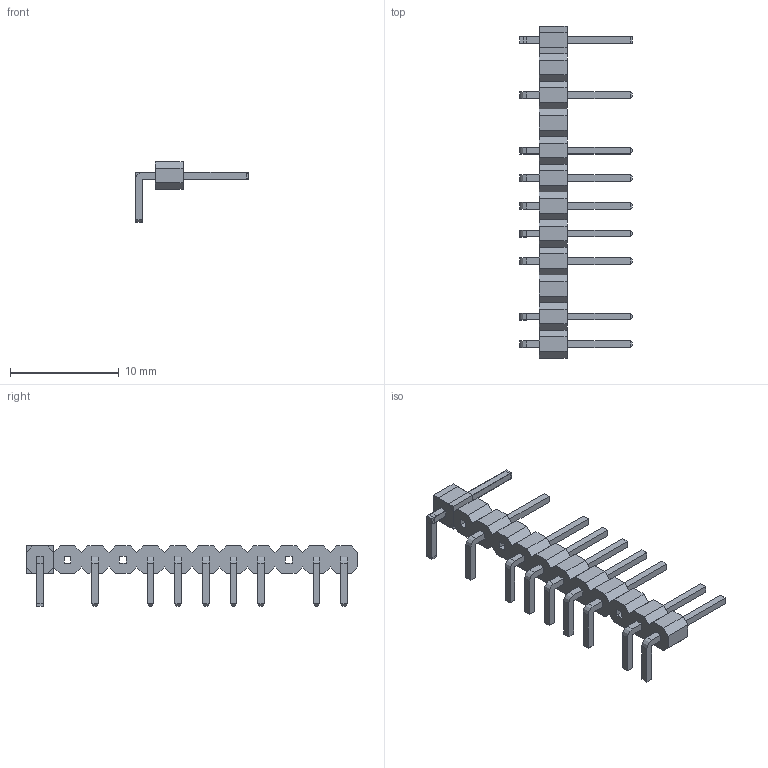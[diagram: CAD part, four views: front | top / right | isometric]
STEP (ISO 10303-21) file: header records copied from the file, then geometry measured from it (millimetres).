
FILE_DESCRIPTION(('FreeCAD Model'),'2;1');
FILE_NAME('Open CASCADE Shape Model','2025-10-28T22:53:25',(''),(''), 'Open CASCADE STEP processor 7.7','FreeCAD','Unknown');
FILE_SCHEMA(('AUTOMOTIVE_DESIGN { 1 0 10303 214 1 1 1 1 }'));
Length unit declared in the file: millimetre
Products named in the file (97): Unnamed; Body; X-axis; XY-plane; Sketch; Pad; Sketch001; Pocket; Chamfer; LinearPattern; Pin001; Sketch002; Pad001; Pad002; Sketch003; Pad003; Chamfer001; Chamfer002; Fillet; Sketch004; Sketch005; Pin003; Chamfer005; Chamfer006; Fillet002; Pad007; Pad008; Pad009; Sketch006; Sketch007; Sketch008; Sketch009; Pin005; Chamfer009; Chamfer010; Fillet004; Pad013; Pad014; Pad015; Sketch010 ...
Assembly tree (154 placements, depth 2):
  Unnamed
    Body
    X-axis  x30
    XY-plane  x30
    Sketch
    Pad
    Sketch001
    Pocket
    Chamfer
    LinearPattern
    Pin001
    Sketch002
    Pad001
    Pad002
    Sketch003
    Pad003
    Chamfer001
    Chamfer002
    Fillet
    Sketch004
    Sketch005
    Pin003
    Chamfer005
    Chamfer006
    Fillet002
    Pad007
    Pad008
    Pad009
    Sketch006
    Sketch007
    Sketch008
    Sketch009
    Pin005
    Chamfer009
    Chamfer010
    Fillet004
    Pad013
    Pad014
    Pad015
    Sketch010
    Sketch011
    Pin006
    Chamfer011
    Chamfer012
    Fillet005
    Pad016
    Pad017
    Pad018
    Sketch012
    Sketch013
    Pin007
    Chamfer013
    Chamfer014
    Fillet006
    Pad019
    Pad020
    Pad021
    Sketch014
    Sketch015
    Pin008
Bounding box: 10.36 x 30.48 x 5.54 mm (x, y, z)
Volume: 704.9 mm3; surface area: 3057.5 mm2
Topology: 68 solids, 68 shells, 1016 faces, 2522 edges, 1716 vertices
Faces by surface type: plane 998, cylinder 18
Entity records: 32049 total; most frequent: CARTESIAN_POINT 5380, DIRECTION 4871, ORIENTED_EDGE 4776, LINE 2457, VECTOR 2457, EDGE_CURVE 2388, VERTEX_POINT 1508, AXIS2_PLACEMENT_3D 1207
